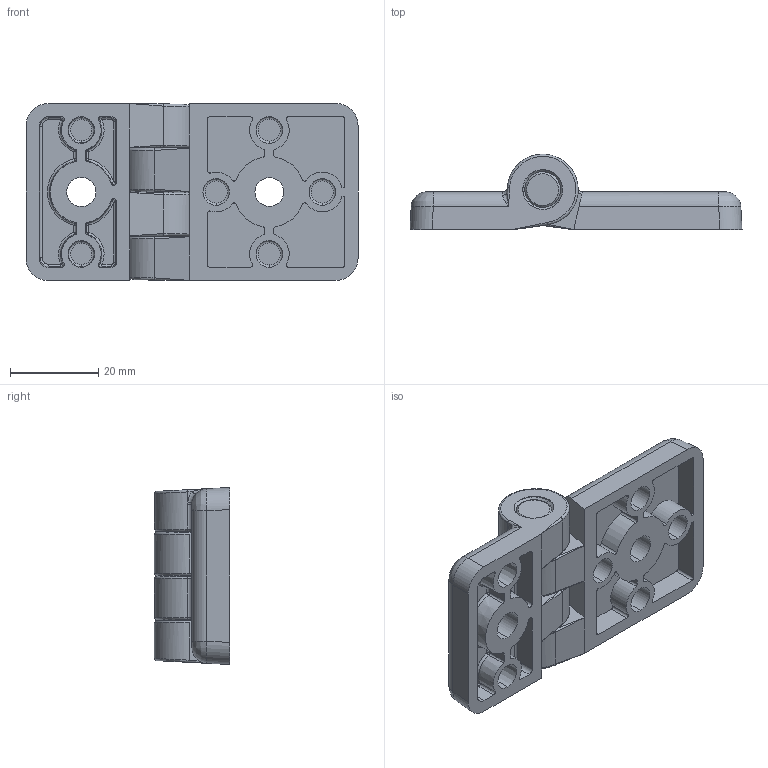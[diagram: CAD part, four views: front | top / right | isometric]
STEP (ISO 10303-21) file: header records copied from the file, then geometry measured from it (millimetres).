
FILE_DESCRIPTION (( 'STEP AP214' ), '1' );
FILE_NAME ('095ks3045f0810.STEP', '2014-08-14T06:45:17', ( '' ), ( '' ), 'SwSTEP 2.0', 'SolidWorks 2014', '' );
FILE_SCHEMA (( 'AUTOMOTIVE_DESIGN' ));
Length unit declared in the file: millimetre
Products named in the file (4): 095ks3045f0810; 095ks45f00_095 003 r; 340me031e; 095ks30f00
Assembly tree (3 placements, depth 2):
  095ks3045f0810
    095ks30f00
    340me031e
    095ks45f00_095 003 r
Bounding box: 75.05 x 17 x 40 mm (x, y, z)
Volume: 21236.3 mm3; surface area: 13961.1 mm2
Topology: 3 solids, 3 shells, 291 faces, 713 edges, 426 vertices
Faces by surface type: cylinder 112, plane 73, bspline 44, cone 25, torus 25, sphere 12
Entity records: 11611 total; most frequent: CARTESIAN_POINT 5031, ORIENTED_EDGE 1394, DIRECTION 1312, EDGE_CURVE 697, AXIS2_PLACEMENT_3D 522, VERTEX_POINT 426, EDGE_LOOP 317, ADVANCED_FACE 291
